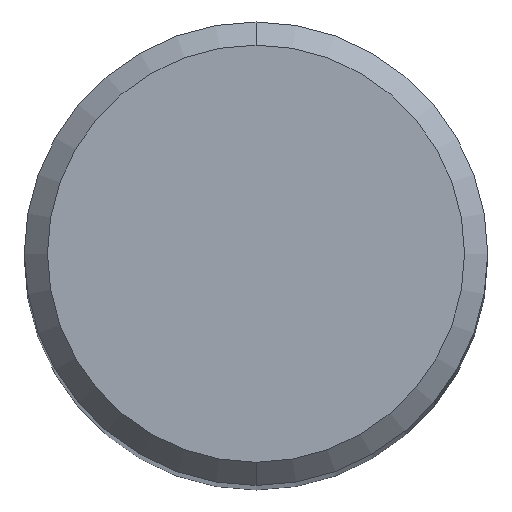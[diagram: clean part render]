
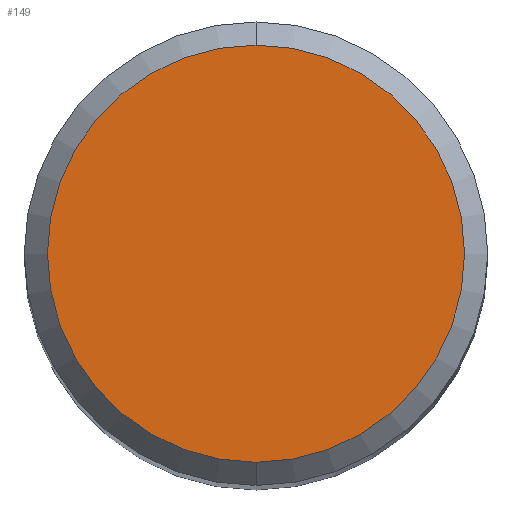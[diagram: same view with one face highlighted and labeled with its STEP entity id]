
A CAD part, top view. The second image highlights one B-rep face of the part: STEP entity #149.
In plain terms, the highlighted planar face has unit normal (0, 0, 1).
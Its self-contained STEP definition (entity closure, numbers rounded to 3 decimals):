
#83=VERTEX_POINT('',#186);
#99=EDGE_CURVE('',#83,#107,#203,.T.);
#107=VERTEX_POINT('',#212);
#147=EDGE_CURVE('',#107,#83,#259,.T.);
#149=ADVANCED_FACE('',(#261),#262,.T.);
#186=CARTESIAN_POINT('',(0.,-3.6,0.));
#203=CIRCLE('',#316,3.6);
#212=CARTESIAN_POINT('',(0.0,3.6,0.));
#259=CIRCLE('',#387,3.6);
#261=FACE_OUTER_BOUND('',#389,.T.);
#262=PLANE('',#390);
#316=AXIS2_PLACEMENT_3D('',#427,#428,#429);
#387=AXIS2_PLACEMENT_3D('',#507,#508,#509);
#389=EDGE_LOOP('',(#511,#512));
#390=AXIS2_PLACEMENT_3D('',#513,#514,#515);
#427=CARTESIAN_POINT('',(0.0,0.0,0.));
#428=DIRECTION('',(0.0,0.0,-1.0));
#429=DIRECTION('',(0.0,1.0,0.0));
#507=CARTESIAN_POINT('',(0.0,0.0,0.));
#508=DIRECTION('',(0.0,0.0,-1.0));
#509=DIRECTION('',(0.0,1.0,0.0));
#511=ORIENTED_EDGE('',*,*,#147,.F.);
#512=ORIENTED_EDGE('',*,*,#99,.F.);
#513=CARTESIAN_POINT('',(0.0,1.8,0.));
#514=DIRECTION('',(-0.0,0.0,1.0));
#515=DIRECTION('',(0.0,-1.0,0.0));
